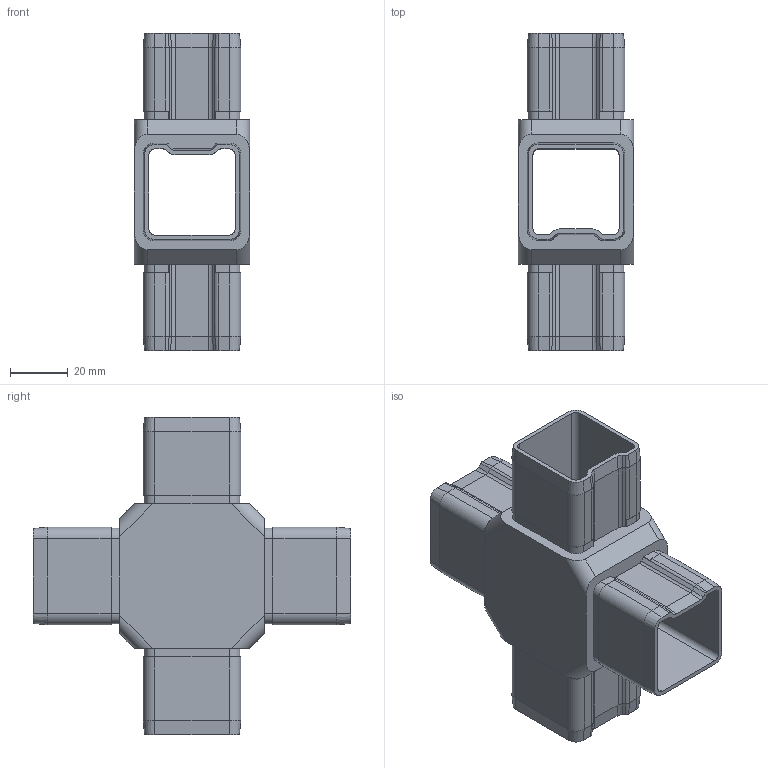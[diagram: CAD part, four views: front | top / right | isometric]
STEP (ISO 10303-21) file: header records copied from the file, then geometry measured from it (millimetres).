
FILE_DESCRIPTION (( 'STEP AP203' ), '1' );
FILE_NAME ('10164040-3.step', '2020-03-09T10:52:41', ( '' ), ( '' ), 'SwSTEP 2.0', 'SolidWorks 2015', '' );
FILE_SCHEMA (( 'CONFIG_CONTROL_DESIGN' ));
Length unit declared in the file: millimetre
Products named in the file (2): 10164040-3
Bounding box: 40 x 110 x 110 mm (x, y, z)
Volume: 60324.1 mm3; surface area: 44681.7 mm2
Topology: 1 solids, 1 shells, 734 faces, 1870 edges, 1168 vertices
Faces by surface type: plane 390, bspline 192, cylinder 120, cone 32
Entity records: 31913 total; most frequent: CARTESIAN_POINT 15530, ORIENTED_EDGE 3708, DIRECTION 2750, EDGE_CURVE 1854, VECTOR 1206, LINE 1206, VERTEX_POINT 1168, EDGE_LOOP 786
